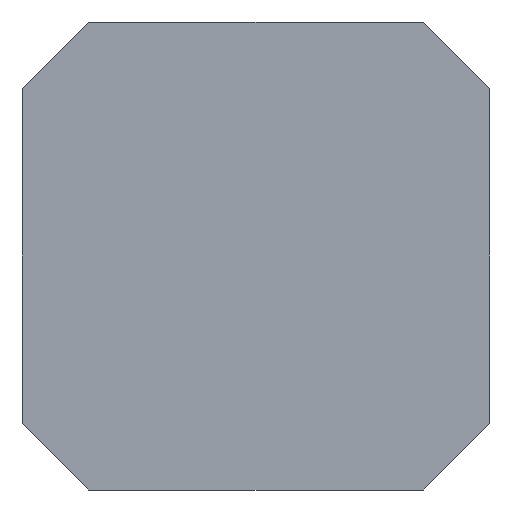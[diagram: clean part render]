
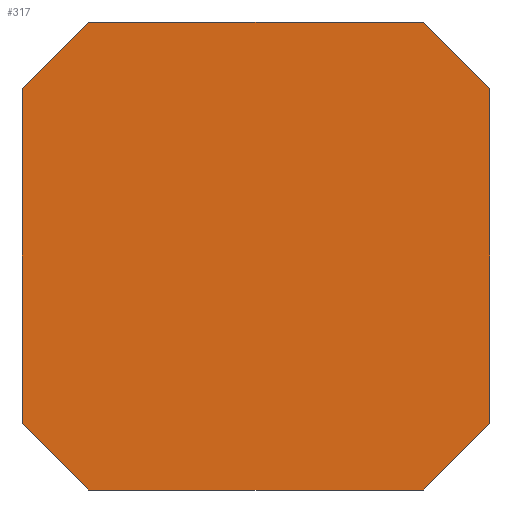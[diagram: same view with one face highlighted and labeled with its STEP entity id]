
A CAD part, front view. The second image highlights one B-rep face of the part: STEP entity #317.
In plain terms, the highlighted planar face has unit normal (0, -1, 0).
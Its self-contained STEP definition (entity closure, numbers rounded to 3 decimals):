
#1 = CARTESIAN_POINT ( 'NONE',  ( 1010.181, 0., 240.659 ) ) ;
#5 = LINE ( 'NONE', #140, #489 ) ;
#7 = VECTOR ( 'NONE', #62, 1000. ) ;
#41 = CARTESIAN_POINT ( 'NONE',  ( 1010.181, 0., 490.659 ) ) ;
#54 = EDGE_CURVE ( 'NONE', #78, #190, #253, .T. ) ;
#56 = EDGE_CURVE ( 'NONE', #99, #578, #538, .T. ) ;
#58 = EDGE_CURVE ( 'NONE', #548, #107, #342, .T. ) ;
#62 = DIRECTION ( 'NONE',  ( 0., 0., 1. ) ) ;
#65 = LINE ( 'NONE', #519, #7 ) ;
#78 = VERTEX_POINT ( 'NONE', #152 ) ;
#83 = VECTOR ( 'NONE', #124, 1000. ) ;
#87 = DIRECTION ( 'NONE',  ( -0.707, 0., 0.707 ) ) ;
#89 = ORIENTED_EDGE ( 'NONE', *, *, #130, .F. ) ;
#94 = CARTESIAN_POINT ( 'NONE',  ( 960.181, 0., 540.659 ) ) ;
#99 = VERTEX_POINT ( 'NONE', #109 ) ;
#107 = VERTEX_POINT ( 'NONE', #516 ) ;
#109 = CARTESIAN_POINT ( 'NONE',  ( 710.181, 0., 540.659 ) ) ;
#112 = DIRECTION ( 'NONE',  ( 1., 0., 0. ) ) ;
#123 = DIRECTION ( 'NONE',  ( 0.707, 0., 0.707 ) ) ;
#124 = DIRECTION ( 'NONE',  ( 0., 0., -1. ) ) ;
#126 = VECTOR ( 'NONE', #112, 1000. ) ;
#130 = EDGE_CURVE ( 'NONE', #99, #219, #475, .T. ) ;
#138 = ORIENTED_EDGE ( 'NONE', *, *, #183, .T. ) ;
#140 = CARTESIAN_POINT ( 'NONE',  ( 710.181, 0., 190.659 ) ) ;
#152 = CARTESIAN_POINT ( 'NONE',  ( 960.181, 0., 190.659 ) ) ;
#158 = CARTESIAN_POINT ( 'NONE',  ( 660.181, 0., 490.659 ) ) ;
#164 = DIRECTION ( 'NONE',  ( 0., 0., -1. ) ) ;
#170 = CARTESIAN_POINT ( 'NONE',  ( 1010.181, 0., 240.659 ) ) ;
#181 = LINE ( 'NONE', #41, #306 ) ;
#183 = EDGE_CURVE ( 'NONE', #228, #219, #181, .T. ) ;
#190 = VERTEX_POINT ( 'NONE', #1 ) ;
#214 = DIRECTION ( 'NONE',  ( 0.707, 0., -0.707 ) ) ;
#217 = ORIENTED_EDGE ( 'NONE', *, *, #58, .T. ) ;
#219 = VERTEX_POINT ( 'NONE', #94 ) ;
#228 = VERTEX_POINT ( 'NONE', #406 ) ;
#234 = VECTOR ( 'NONE', #433, 1000. ) ;
#253 = LINE ( 'NONE', #170, #540 ) ;
#291 = FACE_OUTER_BOUND ( 'NONE', #515, .T. ) ;
#300 = ORIENTED_EDGE ( 'NONE', *, *, #465, .F. ) ;
#306 = VECTOR ( 'NONE', #87, 1000. ) ;
#312 = ORIENTED_EDGE ( 'NONE', *, *, #54, .T. ) ;
#313 = CARTESIAN_POINT ( 'NONE',  ( 660.181, 0., 240.659 ) ) ;
#317 = ADVANCED_FACE ( 'NONE', ( #291 ), #470, .T. ) ;
#342 = LINE ( 'NONE', #388, #484 ) ;
#360 = AXIS2_PLACEMENT_3D ( 'NONE', #383, #581, #164 ) ;
#377 = EDGE_CURVE ( 'NONE', #548, #578, #65, .T. ) ;
#383 = CARTESIAN_POINT ( 'NONE',  ( 0., 0., 0. ) ) ;
#384 = CARTESIAN_POINT ( 'NONE',  ( 1010.181, 0., 540.659 ) ) ;
#388 = CARTESIAN_POINT ( 'NONE',  ( 710.181, 0., 190.659 ) ) ;
#406 = CARTESIAN_POINT ( 'NONE',  ( 1010.181, 0., 490.659 ) ) ;
#433 = DIRECTION ( 'NONE',  ( -0.707, 0., -0.707 ) ) ;
#443 = ORIENTED_EDGE ( 'NONE', *, *, #56, .T. ) ;
#465 = EDGE_CURVE ( 'NONE', #78, #107, #5, .T. ) ;
#470 = PLANE ( 'NONE',  #360 ) ;
#475 = LINE ( 'NONE', #384, #126 ) ;
#484 = VECTOR ( 'NONE', #214, 1000. ) ;
#489 = VECTOR ( 'NONE', #556, 1000. ) ;
#500 = ORIENTED_EDGE ( 'NONE', *, *, #377, .F. ) ;
#515 = EDGE_LOOP ( 'NONE', ( #312, #558, #138, #89, #443, #500, #217, #300 ) ) ;
#516 = CARTESIAN_POINT ( 'NONE',  ( 710.181, 0., 190.659 ) ) ;
#519 = CARTESIAN_POINT ( 'NONE',  ( 660.181, 0., 490.659 ) ) ;
#529 = CARTESIAN_POINT ( 'NONE',  ( 1010.181, 0., 190.659 ) ) ;
#538 = LINE ( 'NONE', #158, #234 ) ;
#540 = VECTOR ( 'NONE', #123, 1000. ) ;
#548 = VERTEX_POINT ( 'NONE', #313 ) ;
#556 = DIRECTION ( 'NONE',  ( -1., 0., 0. ) ) ;
#558 = ORIENTED_EDGE ( 'NONE', *, *, #560, .F. ) ;
#560 = EDGE_CURVE ( 'NONE', #228, #190, #579, .T. ) ;
#575 = CARTESIAN_POINT ( 'NONE',  ( 660.181, 0., 490.659 ) ) ;
#578 = VERTEX_POINT ( 'NONE', #575 ) ;
#579 = LINE ( 'NONE', #529, #83 ) ;
#581 = DIRECTION ( 'NONE',  ( 0., -1., 0. ) ) ;
